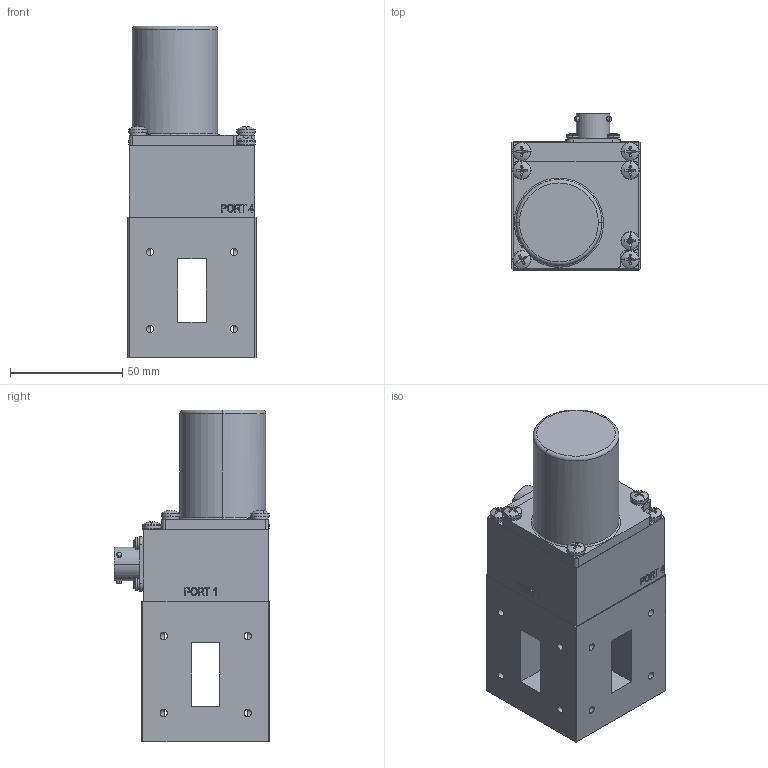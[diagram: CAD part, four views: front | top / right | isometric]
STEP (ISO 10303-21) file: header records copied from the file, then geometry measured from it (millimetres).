
FILE_DESCRIPTION (( 'STEP AP203' ), '1' );
FILE_NAME ('H-APF Model.STEP', '2015-07-03T15:48:59', ( 'dbuhse' ), ( 'Hewlett-Packard Company' ), 'SwSTEP 2.0', 'SolidWorks 2015', '' );
FILE_SCHEMA (( 'CONFIG_CONTROL_DESIGN' ));
Length unit declared in the file: inch
Products named in the file (2): H-APF Model
Bounding box: 57.15 x 69.44 x 147.83 mm (x, y, z)
Surface area: 44578 mm2 (no closed solid volume)
Topology: 0 solids, 29 shells, 536 faces, 1790 edges, 1229 vertices
Faces by surface type: plane 302, cylinder 119, bspline 54, torus 39, sphere 22
Entity records: 24173 total; most frequent: CARTESIAN_POINT 9069, DIRECTION 3008, ORIENTED_EDGE 2838, EDGE_CURVE 1790, VERTEX_POINT 1229, AXIS2_PLACEMENT_3D 1046, LINE 916, VECTOR 916
